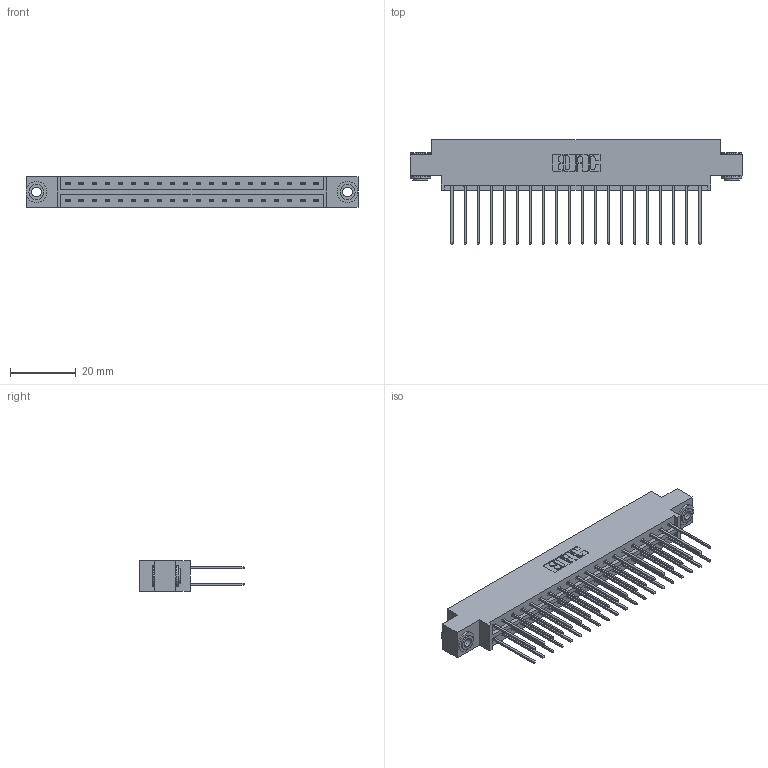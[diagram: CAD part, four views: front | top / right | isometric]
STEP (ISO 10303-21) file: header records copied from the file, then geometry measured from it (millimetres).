
FILE_DESCRIPTION (( 'STEP AP203' ), '1' );
FILE_NAME ('333-040-542-803.STEP', '2018-08-03T14:24:15', ( '' ), ( '' ), 'SwSTEP 2.0', 'SolidWorks 2016', '' );
FILE_SCHEMA (( 'CONFIG_CONTROL_DESIGN' ));
Length unit declared in the file: inch
Products named in the file (4): 345-250-002_345-250-002-102; 333-040-542-803; 333 Part_Offset - .156 Dia - TH; 345-292-001_345-293-142
Assembly tree (43 placements, depth 2):
  333-040-542-803
    333 Part_Offset - .156 Dia - TH
    345-292-001_345-293-142  x40
    345-250-002_345-250-002-102  x2
Bounding box: 100.79 x 31.63 x 9.4 mm (x, y, z)
Volume: 10062.1 mm3; surface area: 13023.8 mm2
Topology: 43 solids, 43 shells, 2236 faces, 6599 edges, 4342 vertices
Faces by surface type: plane 1524, cylinder 704, cone 8
Entity records: 16512 total; most frequent: CARTESIAN_POINT 2741, ORIENTED_EDGE 2670, DIRECTION 2413, EDGE_CURVE 1335, LINE 1183, VECTOR 1183, VERTEX_POINT 886, AXIS2_PLACEMENT_3D 615
